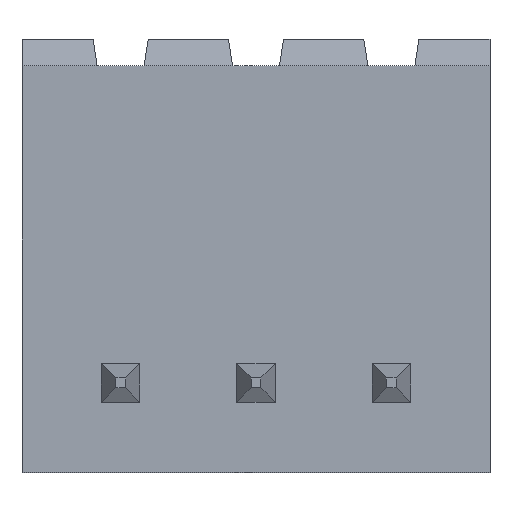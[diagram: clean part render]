
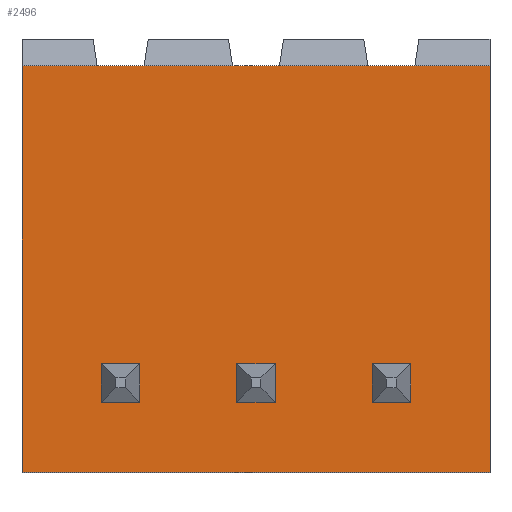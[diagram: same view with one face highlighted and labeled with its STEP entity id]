
A CAD part, top view. The second image highlights one B-rep face of the part: STEP entity #2496.
In plain terms, the highlighted planar face has unit normal (0, 0, 1).
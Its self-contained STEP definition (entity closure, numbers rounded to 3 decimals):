
#390=DIRECTION('',(0.,1.,0.));
#391=VECTOR('',#390,1.);
#392=CARTESIAN_POINT('',(1.25,-2.1,3.1));
#393=LINE('',#392,#391);
#397=DIRECTION('',(1.,0.,0.));
#398=VECTOR('',#397,1.);
#399=CARTESIAN_POINT('',(1.25,-2.1,3.1));
#400=LINE('',#399,#398);
#404=DIRECTION('',(0.,1.,0.));
#405=VECTOR('',#404,1.);
#406=CARTESIAN_POINT('',(2.25,-2.1,3.1));
#407=LINE('',#406,#405);
#411=DIRECTION('',(1.,0.,0.));
#412=VECTOR('',#411,1.);
#413=CARTESIAN_POINT('',(1.25,-1.1,3.1));
#414=LINE('',#413,#412);
#418=DIRECTION('',(0.,1.,0.));
#419=VECTOR('',#418,1.);
#420=CARTESIAN_POINT('',(4.75,-2.1,3.1));
#421=LINE('',#420,#419);
#425=DIRECTION('',(1.,0.,0.));
#426=VECTOR('',#425,1.);
#427=CARTESIAN_POINT('',(4.75,-2.1,3.1));
#428=LINE('',#427,#426);
#432=DIRECTION('',(0.,1.,0.));
#433=VECTOR('',#432,1.);
#434=CARTESIAN_POINT('',(5.75,-2.1,3.1));
#435=LINE('',#434,#433);
#439=DIRECTION('',(1.,0.,0.));
#440=VECTOR('',#439,1.);
#441=CARTESIAN_POINT('',(4.75,-1.1,3.1));
#442=LINE('',#441,#440);
#446=DIRECTION('',(0.,1.,0.));
#447=VECTOR('',#446,1.);
#448=CARTESIAN_POINT('',(8.25,-2.1,3.1));
#449=LINE('',#448,#447);
#453=DIRECTION('',(1.,0.,0.));
#454=VECTOR('',#453,1.);
#455=CARTESIAN_POINT('',(8.25,-2.1,3.1));
#456=LINE('',#455,#454);
#460=DIRECTION('',(0.,1.,0.));
#461=VECTOR('',#460,1.);
#462=CARTESIAN_POINT('',(9.25,-2.1,3.1));
#463=LINE('',#462,#461);
#467=DIRECTION('',(1.,0.,0.));
#468=VECTOR('',#467,1.);
#469=CARTESIAN_POINT('',(8.25,-1.1,3.1));
#470=LINE('',#469,#468);
#474=DIRECTION('',(1.,0.,0.));
#475=VECTOR('',#474,12.1);
#476=CARTESIAN_POINT('',(-0.8,6.6,3.1));
#477=LINE('',#476,#475);
#481=DIRECTION('',(-1.,0.,0.));
#482=VECTOR('',#481,12.1);
#483=CARTESIAN_POINT('',(11.3,-3.9,3.1));
#484=LINE('',#483,#482);
#852=DIRECTION('',(0.,1.,0.));
#853=VECTOR('',#852,10.5);
#854=CARTESIAN_POINT('',(11.3,-3.9,3.1));
#855=LINE('',#854,#853);
#880=DIRECTION('',(0.,1.,0.));
#881=VECTOR('',#880,10.5);
#882=CARTESIAN_POINT('',(-0.8,-3.9,3.1));
#883=LINE('',#882,#881);
#1968=CARTESIAN_POINT('',(-0.8,-3.9,3.1));
#1969=VERTEX_POINT('',#1968);
#1974=CARTESIAN_POINT('',(11.3,-3.9,3.1));
#1975=VERTEX_POINT('',#1974);
#1976=CARTESIAN_POINT('',(-0.8,6.6,3.1));
#1977=CARTESIAN_POINT('',(11.3,6.6,3.1));
#1978=VERTEX_POINT('',#1976);
#1979=VERTEX_POINT('',#1977);
#2108=CARTESIAN_POINT('',(1.25,-2.1,3.1));
#2109=CARTESIAN_POINT('',(1.25,-1.1,3.1));
#2110=VERTEX_POINT('',#2108);
#2111=VERTEX_POINT('',#2109);
#2112=CARTESIAN_POINT('',(2.25,-2.1,3.1));
#2113=CARTESIAN_POINT('',(2.25,-1.1,3.1));
#2114=VERTEX_POINT('',#2112);
#2115=VERTEX_POINT('',#2113);
#2116=CARTESIAN_POINT('',(4.75,-2.1,3.1));
#2117=CARTESIAN_POINT('',(4.75,-1.1,3.1));
#2118=VERTEX_POINT('',#2116);
#2119=VERTEX_POINT('',#2117);
#2120=CARTESIAN_POINT('',(5.75,-2.1,3.1));
#2121=CARTESIAN_POINT('',(5.75,-1.1,3.1));
#2122=VERTEX_POINT('',#2120);
#2123=VERTEX_POINT('',#2121);
#2124=CARTESIAN_POINT('',(8.25,-2.1,3.1));
#2125=CARTESIAN_POINT('',(8.25,-1.1,3.1));
#2126=VERTEX_POINT('',#2124);
#2127=VERTEX_POINT('',#2125);
#2128=CARTESIAN_POINT('',(9.25,-2.1,3.1));
#2129=CARTESIAN_POINT('',(9.25,-1.1,3.1));
#2130=VERTEX_POINT('',#2128);
#2131=VERTEX_POINT('',#2129);
#2452=CARTESIAN_POINT('',(0.,0.,3.1));
#2453=DIRECTION('',(0.,0.,1.));
#2454=DIRECTION('',(0.,-1.,0.));
#2455=AXIS2_PLACEMENT_3D('',#2452,#2453,#2454);
#2456=PLANE('',#2455);
#2457=ORIENTED_EDGE('',*,*,#2382,.T.);
#2459=ORIENTED_EDGE('',*,*,#2458,.F.);
#2461=ORIENTED_EDGE('',*,*,#2460,.T.);
#2463=ORIENTED_EDGE('',*,*,#2462,.T.);
#2464=EDGE_LOOP('',(#2457,#2459,#2461,#2463));
#2465=FACE_OUTER_BOUND('',#2464,.F.);
#2467=ORIENTED_EDGE('',*,*,#2466,.F.);
#2469=ORIENTED_EDGE('',*,*,#2468,.T.);
#2471=ORIENTED_EDGE('',*,*,#2470,.T.);
#2473=ORIENTED_EDGE('',*,*,#2472,.F.);
#2474=EDGE_LOOP('',(#2467,#2469,#2471,#2473));
#2475=FACE_BOUND('',#2474,.F.);
#2477=ORIENTED_EDGE('',*,*,#2476,.F.);
#2479=ORIENTED_EDGE('',*,*,#2478,.T.);
#2481=ORIENTED_EDGE('',*,*,#2480,.T.);
#2483=ORIENTED_EDGE('',*,*,#2482,.F.);
#2484=EDGE_LOOP('',(#2477,#2479,#2481,#2483));
#2485=FACE_BOUND('',#2484,.F.);
#2487=ORIENTED_EDGE('',*,*,#2486,.F.);
#2489=ORIENTED_EDGE('',*,*,#2488,.T.);
#2491=ORIENTED_EDGE('',*,*,#2490,.T.);
#2493=ORIENTED_EDGE('',*,*,#2492,.F.);
#2494=EDGE_LOOP('',(#2487,#2489,#2491,#2493));
#2495=FACE_BOUND('',#2494,.F.);
#2382=EDGE_CURVE('',#1978,#1979,#477,.T.);
#2458=EDGE_CURVE('',#1975,#1979,#855,.T.);
#2460=EDGE_CURVE('',#1975,#1969,#484,.T.);
#2462=EDGE_CURVE('',#1969,#1978,#883,.T.);
#2466=EDGE_CURVE('',#2118,#2119,#421,.T.);
#2468=EDGE_CURVE('',#2118,#2122,#428,.T.);
#2470=EDGE_CURVE('',#2122,#2123,#435,.T.);
#2472=EDGE_CURVE('',#2119,#2123,#442,.T.);
#2476=EDGE_CURVE('',#2126,#2127,#449,.T.);
#2478=EDGE_CURVE('',#2126,#2130,#456,.T.);
#2480=EDGE_CURVE('',#2130,#2131,#463,.T.);
#2482=EDGE_CURVE('',#2127,#2131,#470,.T.);
#2486=EDGE_CURVE('',#2110,#2111,#393,.T.);
#2488=EDGE_CURVE('',#2110,#2114,#400,.T.);
#2490=EDGE_CURVE('',#2114,#2115,#407,.T.);
#2492=EDGE_CURVE('',#2111,#2115,#414,.T.);
#2496=ADVANCED_FACE('',(#2465,#2475,#2485,#2495),#2456,.T.);
